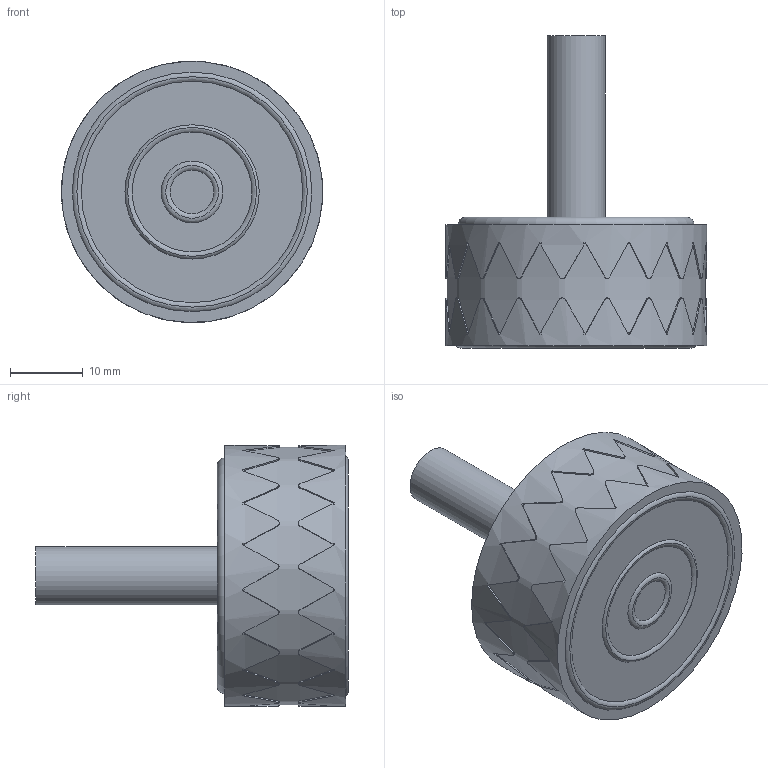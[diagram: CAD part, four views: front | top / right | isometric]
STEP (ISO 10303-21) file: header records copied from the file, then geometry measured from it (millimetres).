
FILE_DESCRIPTION(/* description */ (''),/* implementation_level */ '2;1');
FILE_NAME(/* name */ 'DR_PRM8-4.stp',/* time_stamp */ '2023-03-08T15:42:43+09:00',/* author */ ('user'),/* organization */ (''),/* preprocessor_version */ 'ST-DEVELOPER v15.6',/* originating_system */ 'Autodesk Inventor 2015',/* authorisation */ '');
FILE_SCHEMA (('AUTOMOTIVE_DESIGN { 1 0 10303 214 3 1 1 }'));
Length unit declared in the file: millimetre
Products named in the file (1): DR_PRM8-4
Bounding box: 35.98 x 43 x 35.96 mm (x, y, z)
Volume: 18941.1 mm3; surface area: 4723.3 mm2
Topology: 1 solids, 1 shells, 248 faces, 714 edges, 475 vertices
Faces by surface type: bspline 204, plane 33, torus 7, cylinder 4
Full cylindrical faces by diameter (mm): 8 x1, 35.6 x1, 36 x2
Entity records: 22358 total; most frequent: CARTESIAN_POINT 17503, ORIENTED_EDGE 1402, EDGE_CURVE 701, B_SPLINE_CURVE_WITH_KNOTS 516, VERTEX_POINT 473, DIRECTION 292, EDGE_LOOP 266, FACE_OUTER_BOUND 248
